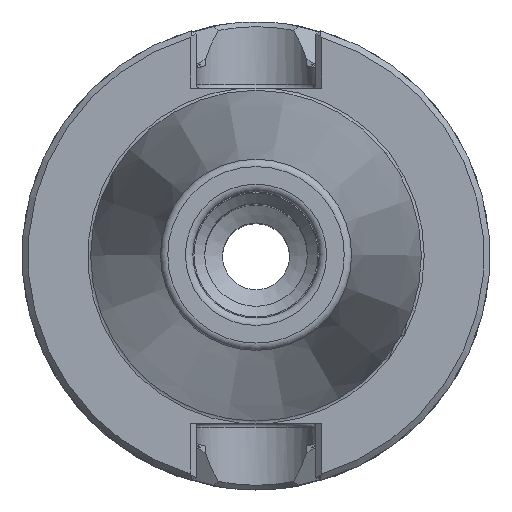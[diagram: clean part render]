
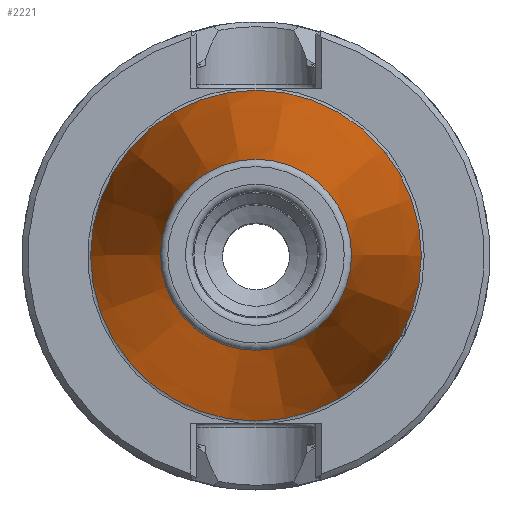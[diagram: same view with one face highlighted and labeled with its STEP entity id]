
A CAD part, top view. The second image highlights one B-rep face of the part: STEP entity #2221.
In plain terms, the highlighted conical face has half-angle 8.297 degrees and reference radius 12.871 mm.
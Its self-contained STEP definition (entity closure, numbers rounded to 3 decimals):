
#282=CONICAL_SURFACE('',#2372,12.871,0.145);
#370=ORIENTED_EDGE('',*,*,#740,.T.);
#371=ORIENTED_EDGE('',*,*,#739,.F.);
#739=EDGE_CURVE('',#942,#942,#1089,.T.);
#740=EDGE_CURVE('',#943,#943,#1090,.T.);
#942=VERTEX_POINT('',#3065);
#943=VERTEX_POINT('',#3068);
#1089=CIRCLE('',#2371,12.871);
#1090=CIRCLE('',#2373,22.268);
#1203=EDGE_LOOP('',(#370));
#1204=EDGE_LOOP('',(#371));
#1355=FACE_BOUND('',#1203,.T.);
#1356=FACE_BOUND('',#1204,.T.);
#2221=ADVANCED_FACE('',(#1355,#1356),#282,.T.);
#2371=AXIS2_PLACEMENT_3D('',#3064,#2648,#2649);
#2372=AXIS2_PLACEMENT_3D('',#3066,#2650,#2651);
#2373=AXIS2_PLACEMENT_3D('',#3067,#2652,#2653);
#2648=DIRECTION('',(0.,0.,1.));
#2649=DIRECTION('',(1.,0.,0.));
#2650=DIRECTION('',(0.,0.,-1.));
#2651=DIRECTION('',(-1.,0.,0.));
#2652=DIRECTION('',(0.,0.,1.));
#2653=DIRECTION('',(1.,0.,0.));
#3064=CARTESIAN_POINT('',(0.,0.,64.544));
#3065=CARTESIAN_POINT('',(12.871,0.,64.544));
#3066=CARTESIAN_POINT('',(0.,0.,64.544));
#3067=CARTESIAN_POINT('',(0.,0.,0.106));
#3068=CARTESIAN_POINT('',(22.268,0.,0.106));
